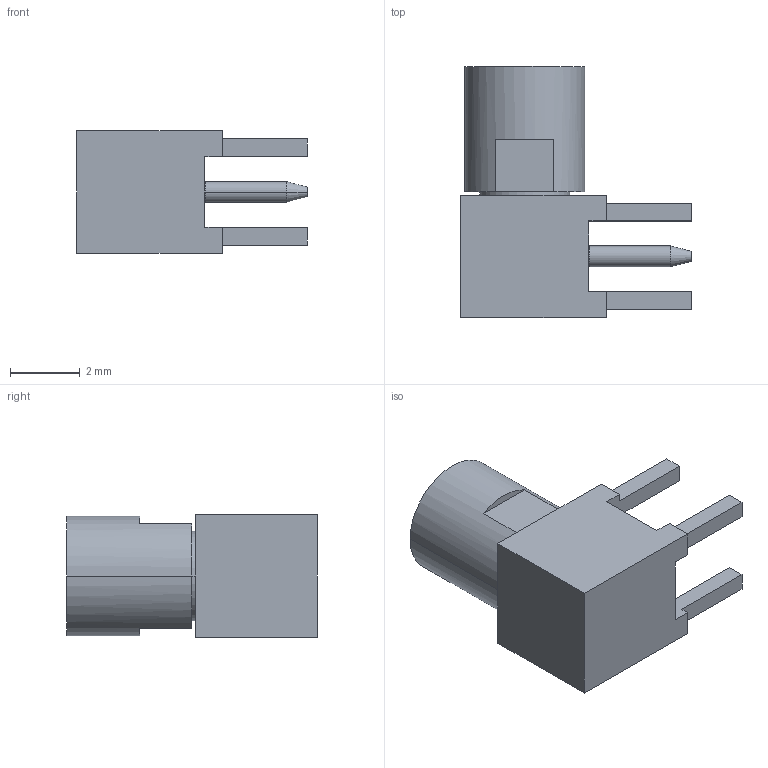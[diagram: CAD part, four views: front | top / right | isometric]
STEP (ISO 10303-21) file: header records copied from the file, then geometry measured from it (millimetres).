
FILE_DESCRIPTION((''),'2;1');
FILE_NAME('925-139J-51P_SW0001','2020-05-08T',('Krishnaprasath'),(''),'CREO PARAMETRIC BY PTC INC, 2018360','CREO PARAMETRIC BY PTC INC, 2018360','');
FILE_SCHEMA(('CONFIG_CONTROL_DESIGN'));
Length unit declared in the file: millimetre
Products named in the file (1): 925-139J-51P_SW0001
Bounding box: 6.62 x 7.19 x 3.5 mm (x, y, z)
Volume: 72.7 mm3; surface area: 169.2 mm2
Topology: 1 solids, 1 shells, 59 faces, 148 edges, 95 vertices
Faces by surface type: plane 39, cylinder 14, cone 4, sphere 2
Entity records: 1778 total; most frequent: CARTESIAN_POINT 300, DIRECTION 300, ORIENTED_EDGE 292, EDGE_CURVE 146, VECTOR 110, LINE 110, AXIS2_PLACEMENT_3D 95, VERTEX_POINT 95
